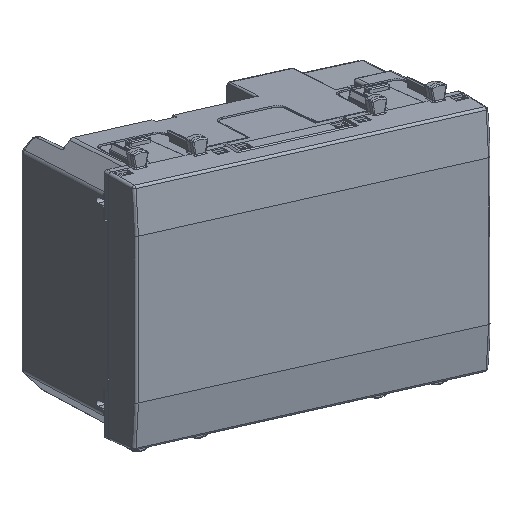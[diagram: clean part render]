
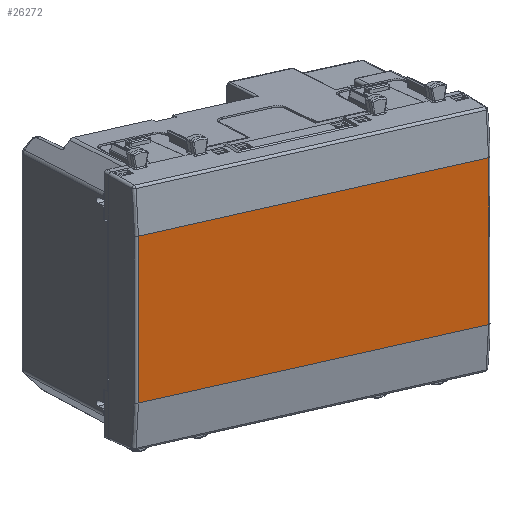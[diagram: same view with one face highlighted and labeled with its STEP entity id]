
A CAD part, top view. The second image highlights one B-rep face of the part: STEP entity #26272.
In plain terms, the highlighted face is planar.
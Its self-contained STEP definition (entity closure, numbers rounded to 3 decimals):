
#26233=CARTESIAN_POINT('Axis2P3D Location',(0.,0.,8.875)) ;
#26238=CARTESIAN_POINT('Line Origine',(0.,33.001,8.875)) ;
#26242=CARTESIAN_POINT('Vertex',(-13.969,33.001,8.875)) ;
#26244=CARTESIAN_POINT('Vertex',(13.969,33.001,8.875)) ;
#26247=CARTESIAN_POINT('Line Origine',(-13.969,0.,8.875)) ;
#26251=CARTESIAN_POINT('Vertex',(-13.969,-33.001,8.875)) ;
#26254=CARTESIAN_POINT('Line Origine',(0.,-33.001,8.875)) ;
#26258=CARTESIAN_POINT('Vertex',(13.969,-33.001,8.875)) ;
#26261=CARTESIAN_POINT('Line Origine',(13.969,0.,8.875)) ;
#26234=DIRECTION('Axis2P3D Direction',(0.,0.,-1.)) ;
#26235=DIRECTION('Axis2P3D XDirection',(-1.,0.,0.)) ;
#26239=DIRECTION('Vector Direction',(-1.,0.,0.)) ;
#26248=DIRECTION('Vector Direction',(0.,1.,0.)) ;
#26255=DIRECTION('Vector Direction',(-1.,0.,0.)) ;
#26262=DIRECTION('Vector Direction',(0.,1.,0.)) ;
#26236=AXIS2_PLACEMENT_3D('Plane Axis2P3D',#26233,#26234,#26235) ;
#26267=ORIENTED_EDGE('',*,*,#26246,.F.) ;
#26268=ORIENTED_EDGE('',*,*,#26253,.T.) ;
#26269=ORIENTED_EDGE('',*,*,#26260,.T.) ;
#26270=ORIENTED_EDGE('',*,*,#26265,.F.) ;
#26240=VECTOR('Line Direction',#26239,1.) ;
#26249=VECTOR('Line Direction',#26248,1.) ;
#26256=VECTOR('Line Direction',#26255,1.) ;
#26263=VECTOR('Line Direction',#26262,1.) ;
#26272=ADVANCED_FACE('PartBody',(#26271),#26237,.F.) ;
#26246=EDGE_CURVE('',#26243,#26245,#26241,.F.) ;
#26253=EDGE_CURVE('',#26243,#26252,#26250,.F.) ;
#26260=EDGE_CURVE('',#26252,#26259,#26257,.F.) ;
#26265=EDGE_CURVE('',#26245,#26259,#26264,.F.) ;
#26266=EDGE_LOOP('',(#26267,#26268,#26269,#26270)) ;
#26271=FACE_OUTER_BOUND('',#26266,.T.) ;
#26241=LINE('Line',#26238,#26240) ;
#26250=LINE('Line',#26247,#26249) ;
#26257=LINE('Line',#26254,#26256) ;
#26264=LINE('Line',#26261,#26263) ;
#26237=PLANE('',#26236) ;
#26243=VERTEX_POINT('',#26242) ;
#26245=VERTEX_POINT('',#26244) ;
#26252=VERTEX_POINT('',#26251) ;
#26259=VERTEX_POINT('',#26258) ;
